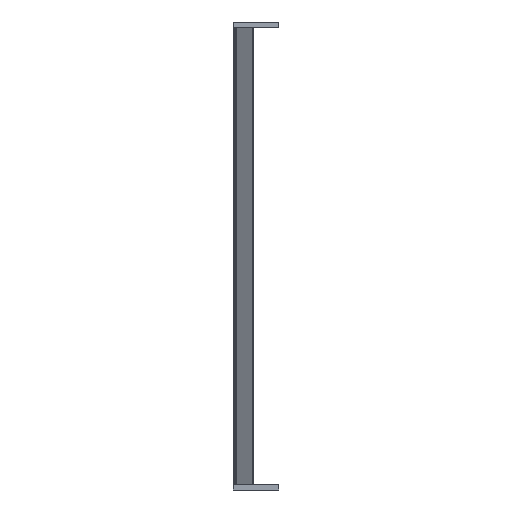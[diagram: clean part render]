
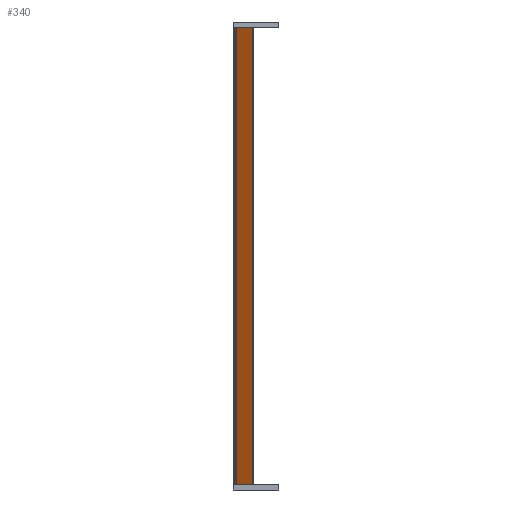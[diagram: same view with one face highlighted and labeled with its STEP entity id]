
A CAD part, left-side view. The second image highlights one B-rep face of the part: STEP entity #340.
In plain terms, the highlighted planar face has unit normal (-0.829, 0.559, 0).
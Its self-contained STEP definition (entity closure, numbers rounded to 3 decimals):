
#3 = VECTOR ( 'NONE', #754, 1000. ) ;
#51 = LINE ( 'NONE', #304, #3 ) ;
#72 = VECTOR ( 'NONE', #856, 1000. ) ;
#79 = FACE_OUTER_BOUND ( 'NONE', #646, .T. ) ;
#91 = VECTOR ( 'NONE', #295, 1000. ) ;
#108 = LINE ( 'NONE', #666, #91 ) ;
#129 = VECTOR ( 'NONE', #824, 1000. ) ;
#133 = EDGE_CURVE ( 'NONE', #411, #317, #463, .T. ) ;
#149 = CARTESIAN_POINT ( 'NONE',  ( -21., -10.441, -250. ) ) ;
#151 = AXIS2_PLACEMENT_3D ( 'NONE', #589, #373, #682 ) ;
#169 = CARTESIAN_POINT ( 'NONE',  ( -14.85, -1.322, 0. ) ) ;
#256 = ORIENTED_EDGE ( 'NONE', *, *, #133, .F. ) ;
#273 = LINE ( 'NONE', #316, #72 ) ;
#295 = DIRECTION ( 'NONE',  ( 0.559, 0.829, 0. ) ) ;
#297 = PLANE ( 'NONE',  #151 ) ;
#304 = CARTESIAN_POINT ( 'NONE',  ( -21., -10.441, -250. ) ) ;
#316 = CARTESIAN_POINT ( 'NONE',  ( -14.255, -0.441, -250. ) ) ;
#317 = VERTEX_POINT ( 'NONE', #169 ) ;
#337 = EDGE_CURVE ( 'NONE', #594, #317, #108, .T. ) ;
#340 = ADVANCED_FACE ( 'NONE', ( #79 ), #297, .F. ) ;
#345 = ORIENTED_EDGE ( 'NONE', *, *, #337, .T. ) ;
#363 = CARTESIAN_POINT ( 'NONE',  ( -14.85, -1.322, -250. ) ) ;
#364 = CARTESIAN_POINT ( 'NONE',  ( -14.85, -1.322, -250. ) ) ;
#373 = DIRECTION ( 'NONE',  ( 0.829, -0.559, 0. ) ) ;
#375 = EDGE_CURVE ( 'NONE', #874, #594, #51, .T. ) ;
#411 = VERTEX_POINT ( 'NONE', #363 ) ;
#463 = LINE ( 'NONE', #364, #129 ) ;
#464 = CARTESIAN_POINT ( 'NONE',  ( -21., -10.441, 0. ) ) ;
#543 = ORIENTED_EDGE ( 'NONE', *, *, #692, .F. ) ;
#589 = CARTESIAN_POINT ( 'NONE',  ( -14.255, -0.441, -250. ) ) ;
#594 = VERTEX_POINT ( 'NONE', #464 ) ;
#646 = EDGE_LOOP ( 'NONE', ( #345, #256, #543, #652 ) ) ;
#652 = ORIENTED_EDGE ( 'NONE', *, *, #375, .T. ) ;
#666 = CARTESIAN_POINT ( 'NONE',  ( -14.255, -0.441, 0. ) ) ;
#682 = DIRECTION ( 'NONE',  ( 0.559, 0.829, 0. ) ) ;
#692 = EDGE_CURVE ( 'NONE', #874, #411, #273, .T. ) ;
#754 = DIRECTION ( 'NONE',  ( 0., 0., 1. ) ) ;
#824 = DIRECTION ( 'NONE',  ( 0., 0., 1. ) ) ;
#856 = DIRECTION ( 'NONE',  ( 0.559, 0.829, 0. ) ) ;
#874 = VERTEX_POINT ( 'NONE', #149 ) ;
